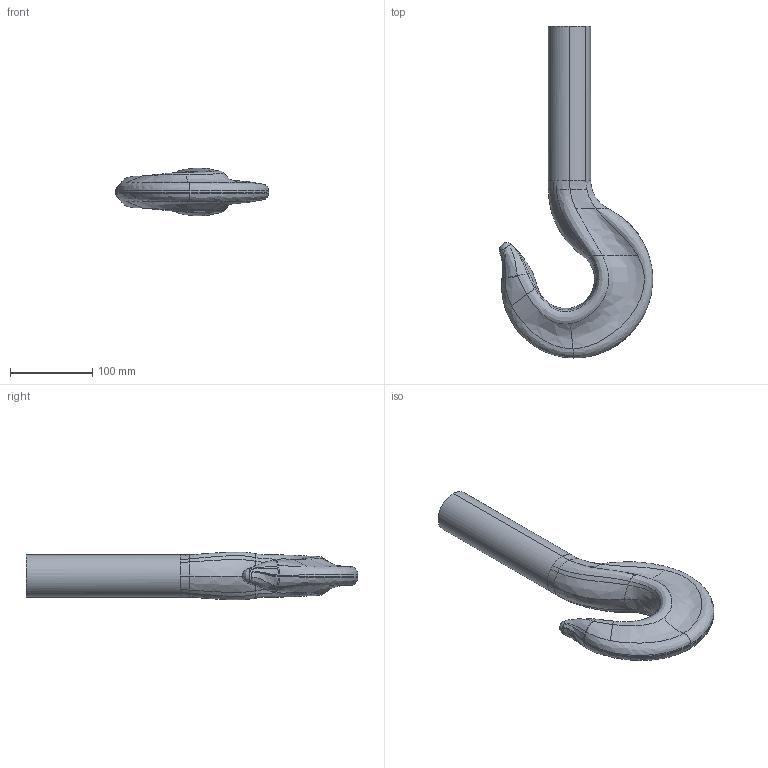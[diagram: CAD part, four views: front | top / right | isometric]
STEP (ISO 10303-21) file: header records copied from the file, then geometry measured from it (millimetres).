
FILE_DESCRIPTION(('FreeCAD Model'),'2;1');
FILE_NAME('Open CASCADE Shape Model','2025-05-04T01:03:38',('FreeCAD'),( 'FreeCAD'),'Open CASCADE STEP processor 7.6','FreeCAD','Unknown');
FILE_SCHEMA(('AUTOMOTIVE_DESIGN { 1 0 10303 214 1 1 1 1 }'));
Length unit declared in the file: millimetre
Products named in the file (1): Open CASCADE STEP translator 7.6 1
Bounding box: 186.47 x 403.57 x 57.96 mm (x, y, z)
Volume: 1031120.7 mm3; surface area: 96840.8 mm2
Topology: 1 solids, 1 shells, 75 faces, 169 edges, 96 vertices
Faces by surface type: bspline 75
Entity records: 9115 total; most frequent: CARTESIAN_POINT 8039, ORIENTED_EDGE 338, EDGE_CURVE 169, B_SPLINE_CURVE_WITH_KNOTS 162, VERTEX_POINT 96, ADVANCED_FACE 75, FACE_BOUND 75, EDGE_LOOP 75
